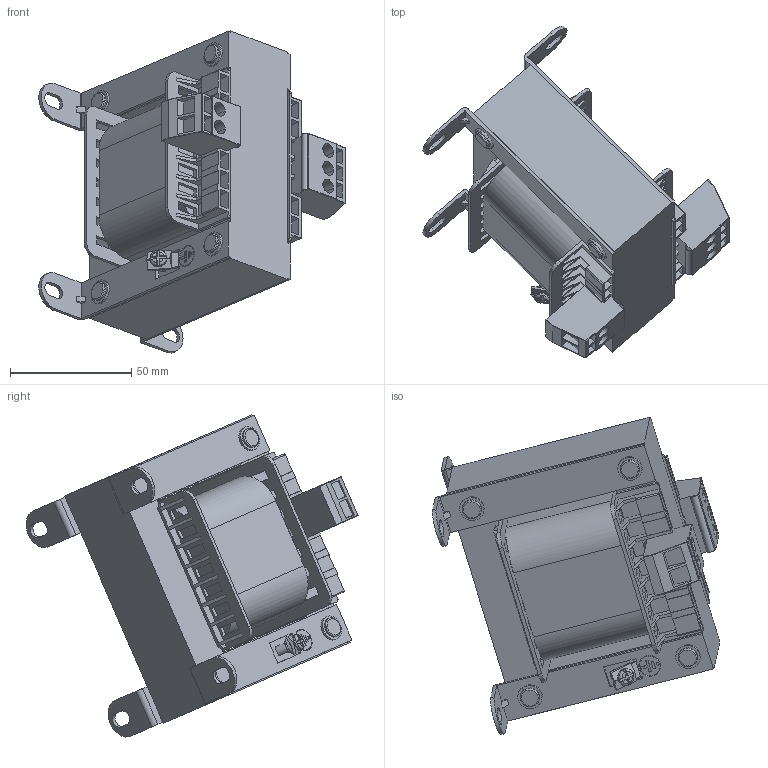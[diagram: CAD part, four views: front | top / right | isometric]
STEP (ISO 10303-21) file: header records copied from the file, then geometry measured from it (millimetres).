
FILE_DESCRIPTION((''),'2;1');
FILE_NAME('NDK-100ASM_ASM','2018-04-25T',('jghua'),(''),'CREO PARAMETRIC BY PTC INC, 2014440','CREO PARAMETRIC BY PTC INC, 2014440','');
FILE_SCHEMA(('CONFIG_CONTROL_DESIGN'));
Length unit declared in the file: millimetre
Products named in the file (1): NDK-100ASM_ASM
Bounding box: 126.18 x 136.71 x 132.6 mm (x, y, z)
Volume: 356588.8 mm3; surface area: 85289.6 mm2
Topology: 1 solids, 1 shells, 882 faces, 2459 edges, 1577 vertices
Faces by surface type: plane 671, cylinder 180, torus 17, bspline 8, sphere 6
Entity records: 28404 total; most frequent: CARTESIAN_POINT 5363, ORIENTED_EDGE 4910, DIRECTION 4578, EDGE_CURVE 2455, VECTOR 1998, LINE 1998, VERTEX_POINT 1577, AXIS2_PLACEMENT_3D 1290
